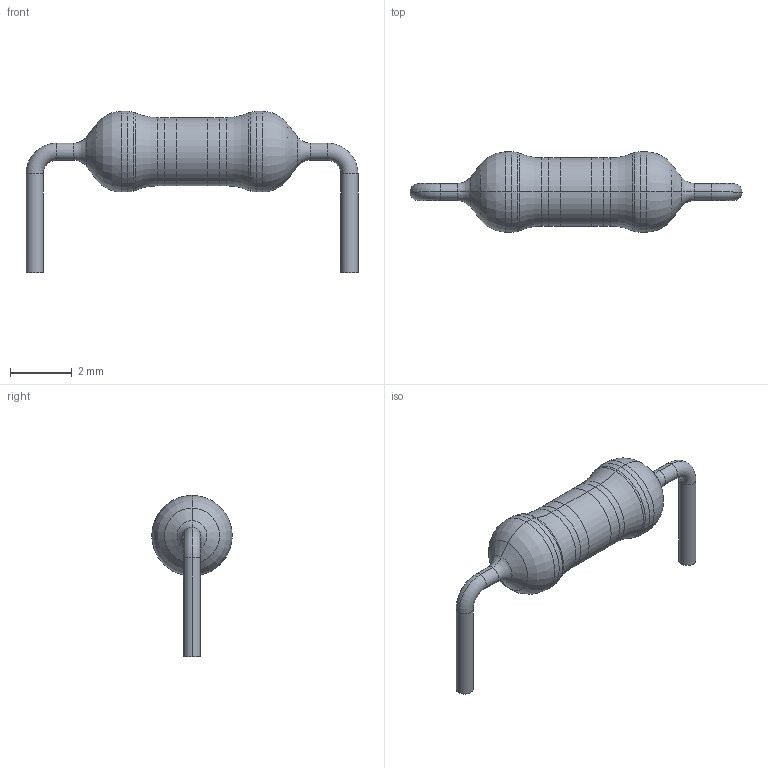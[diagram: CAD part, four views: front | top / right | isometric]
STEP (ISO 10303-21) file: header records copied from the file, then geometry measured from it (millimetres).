
FILE_DESCRIPTION (( 'STEP AP214' ), '1' );
FILE_NAME ('10K RES.STEP', '2021-10-22T21:42:11', ( '' ), ( '' ), 'SwSTEP 2.0', 'SolidWorks 2020', '' );
FILE_SCHEMA (( 'AUTOMOTIVE_DESIGN' ));
Length unit declared in the file: inch
Products named in the file (1): 10K RES
Bounding box: 10.71 x 2.6 x 5.2 mm (x, y, z)
Volume: 29.8 mm3; surface area: 71.9 mm2
Topology: 3 solids, 3 shells, 56 faces, 106 edges, 56 vertices
Faces by surface type: torus 24, cylinder 22, plane 6, cone 4
Entity records: 1616 total; most frequent: DIRECTION 300, CARTESIAN_POINT 219, ORIENTED_EDGE 212, AXIS2_PLACEMENT_3D 137, EDGE_CURVE 106, CIRCLE 80, VERTEX_POINT 56, FACE_OUTER_BOUND 56
